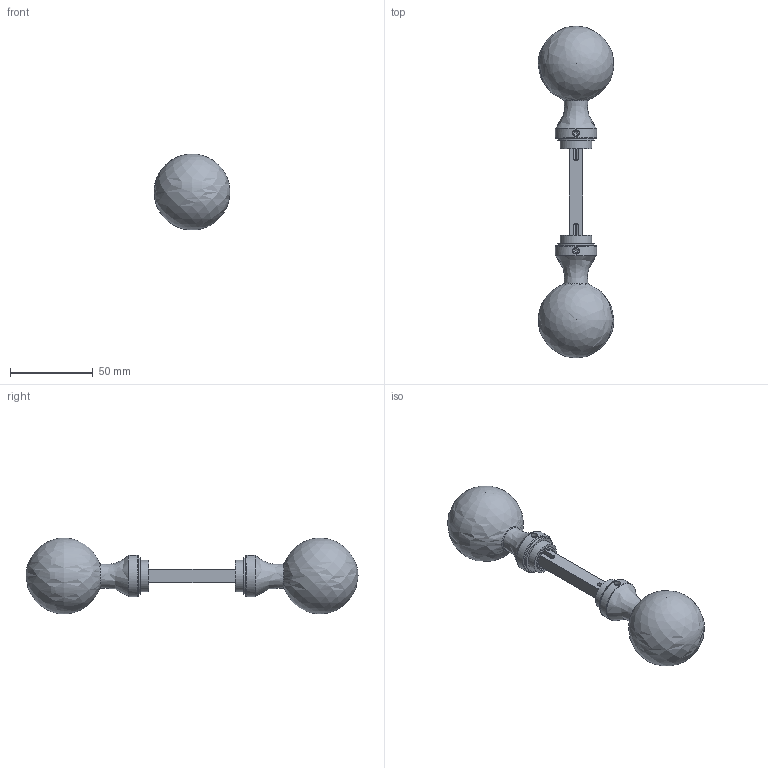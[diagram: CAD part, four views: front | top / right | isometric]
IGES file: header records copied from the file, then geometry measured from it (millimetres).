
Global section: file name: P8056-A; native system: Autodesk Inventor 2018; preprocessor: unknown; author: camerond; date: 20190708.085632; units: millimetre
Bounding box: 46 x 201 x 46 mm (x, y, z)
Volume: 120244.7 mm3; surface area: 25779 mm2
Topology: 7 solids, 7 shells, 126 faces, 366 edges, 252 vertices
Faces by surface type: bspline 126
